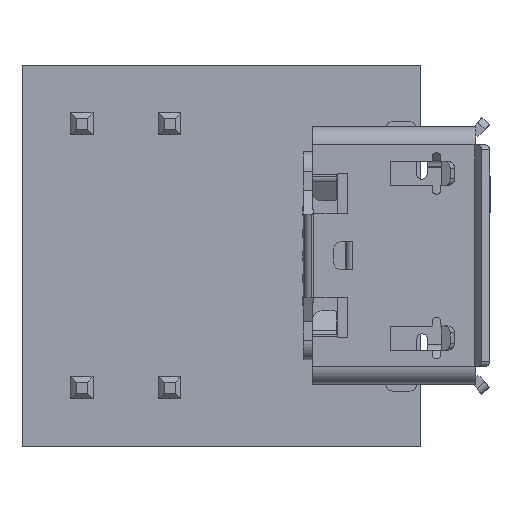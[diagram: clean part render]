
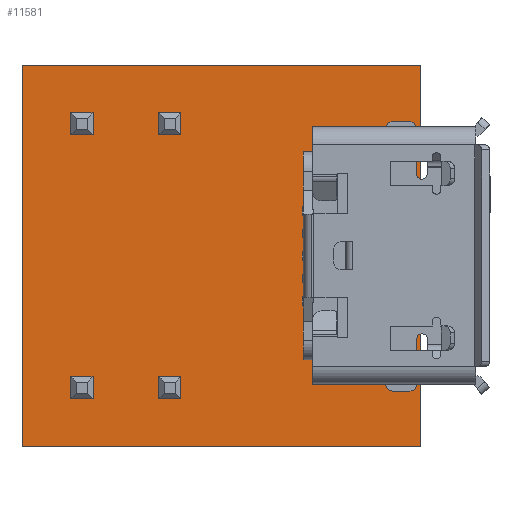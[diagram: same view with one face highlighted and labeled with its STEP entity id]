
A CAD part, top view. The second image highlights one B-rep face of the part: STEP entity #11581.
In plain terms, the highlighted planar face has unit normal (0, 0, 1).
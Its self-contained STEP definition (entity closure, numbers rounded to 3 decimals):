
#1041=FACE_OUTER_BOUND('',#1607,.T.);
#1607=EDGE_LOOP('',(#10039,#10040,#10041,#10042));
#2890=LINE('',#19101,#4181);
#2893=LINE('',#19107,#4184);
#2896=LINE('',#19113,#4187);
#2899=LINE('',#19117,#4190);
#4181=VECTOR('',#15451,10.);
#4184=VECTOR('',#15456,10.);
#4187=VECTOR('',#15461,10.);
#4190=VECTOR('',#15466,10.);
#5220=VERTEX_POINT('',#19098);
#5221=VERTEX_POINT('',#19100);
#5223=VERTEX_POINT('',#19106);
#5225=VERTEX_POINT('',#19112);
#6823=EDGE_CURVE('',#5221,#5220,#2890,.T.);
#6826=EDGE_CURVE('',#5223,#5221,#2893,.T.);
#6829=EDGE_CURVE('',#5225,#5223,#2896,.T.);
#6832=EDGE_CURVE('',#5220,#5225,#2899,.T.);
#10039=ORIENTED_EDGE('',*,*,#6832,.T.);
#10040=ORIENTED_EDGE('',*,*,#6829,.T.);
#10041=ORIENTED_EDGE('',*,*,#6826,.T.);
#10042=ORIENTED_EDGE('',*,*,#6823,.T.);
#10472=PLANE('',#12463);
#11581=ADVANCED_FACE('',(#1041),#10472,.T.);
#12463=AXIS2_PLACEMENT_3D('',#19118,#15467,#15468);
#15451=DIRECTION('',(0.,-1.,0.));
#15456=DIRECTION('',(-1.,0.,0.));
#15461=DIRECTION('',(0.,1.,0.));
#15466=DIRECTION('',(1.,0.,0.));
#15467=DIRECTION('center_axis',(0.,0.,1.));
#15468=DIRECTION('ref_axis',(1.,0.,0.));
#19098=CARTESIAN_POINT('',(-1.73,-9.31,4.14));
#19100=CARTESIAN_POINT('',(-1.73,1.69,4.14));
#19101=CARTESIAN_POINT('',(-1.73,-9.31,4.14));
#19106=CARTESIAN_POINT('',(9.77,1.69,4.14));
#19107=CARTESIAN_POINT('',(-1.73,1.69,4.14));
#19112=CARTESIAN_POINT('',(9.77,-9.31,4.14));
#19113=CARTESIAN_POINT('',(9.77,1.69,4.14));
#19117=CARTESIAN_POINT('',(9.77,-9.31,4.14));
#19118=CARTESIAN_POINT('Origin',(4.02,-3.81,4.14));
